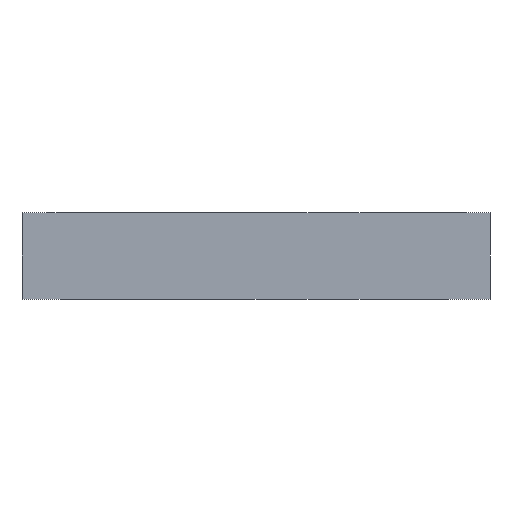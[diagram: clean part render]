
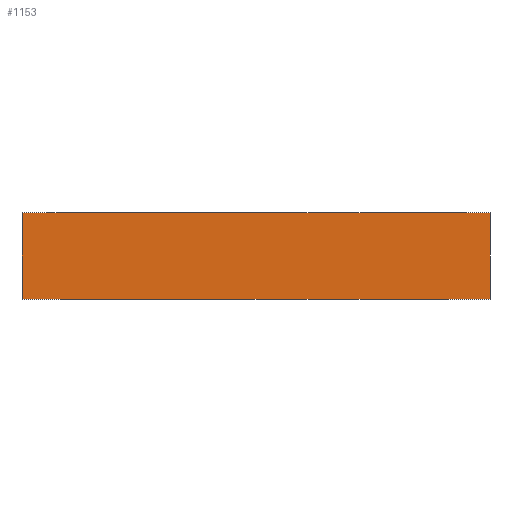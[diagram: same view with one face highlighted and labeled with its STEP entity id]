
A CAD part, front view. The second image highlights one B-rep face of the part: STEP entity #1153.
In plain terms, the highlighted planar face has unit normal (0, -1, 0).
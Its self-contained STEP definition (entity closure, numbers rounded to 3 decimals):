
#18 = CARTESIAN_POINT ( 'NONE',  ( 0., 0., 10. ) ) ;
#21 = DIRECTION ( 'NONE',  ( 1., 0., 0. ) ) ;
#26 = CARTESIAN_POINT ( 'NONE',  ( 0., 0., 10. ) ) ;
#91 = VERTEX_POINT ( 'NONE', #150 ) ;
#102 = VERTEX_POINT ( 'NONE', #18 ) ;
#134 = DIRECTION ( 'NONE',  ( 1., 0., 0. ) ) ;
#150 = CARTESIAN_POINT ( 'NONE',  ( 54., 0., 0. ) ) ;
#166 = CARTESIAN_POINT ( 'NONE',  ( 54., 0., 10. ) ) ;
#167 = DIRECTION ( 'NONE',  ( 0., 0., -1. ) ) ;
#284 = DIRECTION ( 'NONE',  ( 0., 0., 1. ) ) ;
#288 = DIRECTION ( 'NONE',  ( 0., 1., 0. ) ) ;
#336 = PLANE ( 'NONE',  #499 ) ;
#343 = CARTESIAN_POINT ( 'NONE',  ( 54., 0., 10. ) ) ;
#350 = CARTESIAN_POINT ( 'NONE',  ( 0., 0., 10. ) ) ;
#390 = CARTESIAN_POINT ( 'NONE',  ( 0., 0., 0. ) ) ;
#402 = VERTEX_POINT ( 'NONE', #390 ) ;
#449 = DIRECTION ( 'NONE',  ( 0., 0., -1. ) ) ;
#452 = CARTESIAN_POINT ( 'NONE',  ( 0., 0., 10. ) ) ;
#469 = VERTEX_POINT ( 'NONE', #343 ) ;
#475 = CARTESIAN_POINT ( 'NONE',  ( 0., 0., 0. ) ) ;
#499 = AXIS2_PLACEMENT_3D ( 'NONE', #350, #288, #284 ) ;
#568 = EDGE_CURVE ( 'NONE', #402, #91, #819, .T. ) ;
#578 = EDGE_CURVE ( 'NONE', #102, #469, #1013, .T. ) ;
#587 = EDGE_CURVE ( 'NONE', #102, #402, #858, .T. ) ;
#612 = EDGE_CURVE ( 'NONE', #469, #91, #789, .T. ) ;
#779 = FACE_OUTER_BOUND ( 'NONE', #1081, .T. ) ;
#789 = LINE ( 'NONE', #166, #805 ) ;
#805 = VECTOR ( 'NONE', #167, 1000. ) ;
#819 = LINE ( 'NONE', #475, #916 ) ;
#823 = ORIENTED_EDGE ( 'NONE', *, *, #587, .T. ) ;
#825 = ORIENTED_EDGE ( 'NONE', *, *, #612, .F. ) ;
#829 = ORIENTED_EDGE ( 'NONE', *, *, #578, .F. ) ;
#854 = VECTOR ( 'NONE', #449, 1000. ) ;
#858 = LINE ( 'NONE', #452, #854 ) ;
#916 = VECTOR ( 'NONE', #21, 1000. ) ;
#996 = ORIENTED_EDGE ( 'NONE', *, *, #568, .T. ) ;
#997 = VECTOR ( 'NONE', #134, 1000. ) ;
#1013 = LINE ( 'NONE', #26, #997 ) ;
#1081 = EDGE_LOOP ( 'NONE', ( #996, #825, #829, #823 ) ) ;
#1153 = ADVANCED_FACE ( 'NONE', ( #779 ), #336, .F. ) ;
